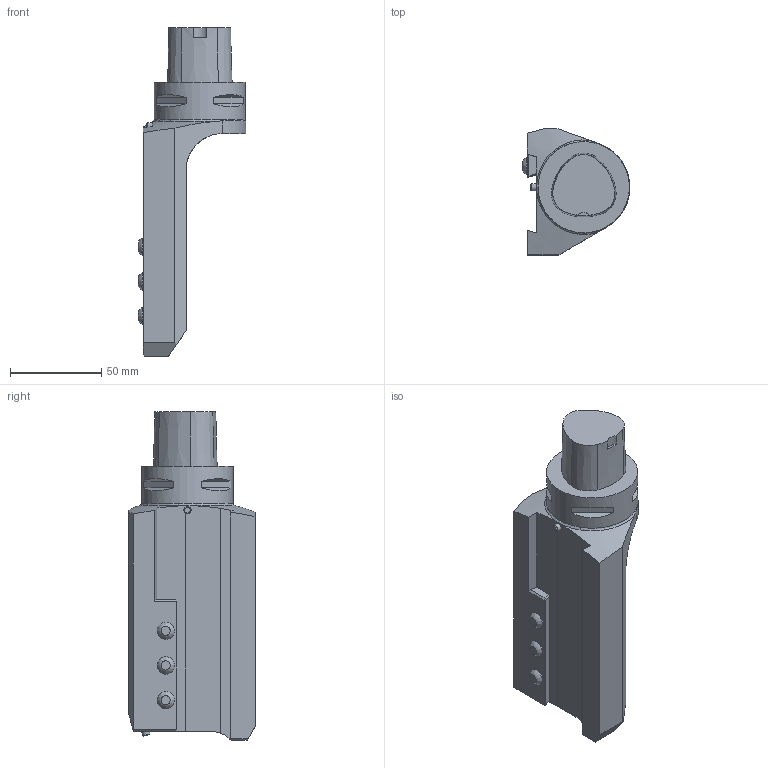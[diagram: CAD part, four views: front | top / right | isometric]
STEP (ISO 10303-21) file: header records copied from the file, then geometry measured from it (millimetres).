
FILE_DESCRIPTION(/* description */ (''),/* implementation_level */ '2;1');
FILE_NAME(/* name */ '1524214184796.stp',/* time_stamp */ '2018-04-20T10:49:54+02:00',/* author */ (''),/* organization */ ('SMS'),/* preprocessor_version */ 'ST-DEVELOPER v15',/* originating_system */ 'SIEMENS PLM Software NX 8.5',/* authorisation */ '');
FILE_SCHEMA (('AUTOMOTIVE_DESIGN { 1 0 10303 214 3 1 1 1 }'));
Length unit declared in the file: millimetre
Products named in the file (1): 201219969mod000_01
Bounding box: 59 x 69 x 180 mm (x, y, z)
Volume: 255924.9 mm3; surface area: 35496.7 mm2
Topology: 1 solids, 1 shells, 75 faces, 188 edges, 124 vertices
Faces by surface type: plane 50, cylinder 11, cone 10, bspline 3, torus 1
Full cylindrical faces by diameter (mm): 4 x2, 9.5 x3, 50 x1
Entity records: 2312 total; most frequent: CARTESIAN_POINT 529, DIRECTION 357, ORIENTED_EDGE 346, EDGE_CURVE 173, AXIS2_PLACEMENT_3D 129, VERTEX_POINT 122, LINE 99, VECTOR 99
